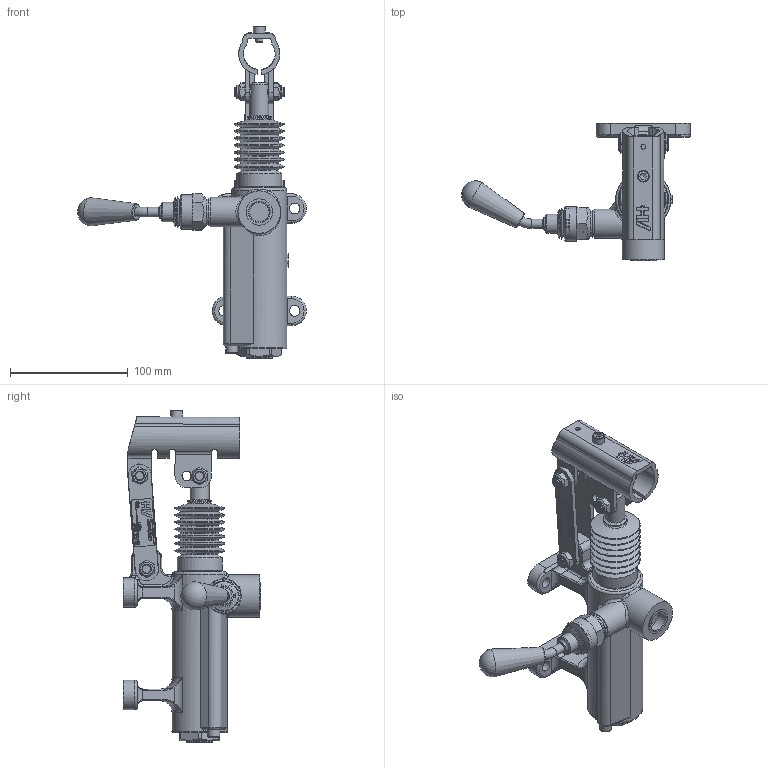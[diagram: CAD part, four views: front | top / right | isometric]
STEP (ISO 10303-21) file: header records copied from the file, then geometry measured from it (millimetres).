
FILE_DESCRIPTION((''),'2;1');
FILE_NAME('PMO 50 m-s (HV) STEP.stp','2014-08-05T15:15:29',('Christian'),(''),'Autodesk Inventor 2013','Autodesk Inventor 2013','');
FILE_SCHEMA(('AUTOMOTIVE_DESIGN { 1 0 10303 214 1 1 1 1 }'));
Length unit declared in the file: millimetre
Products named in the file (1): 6077.0034.10.50 Derivazione 2
Bounding box: 194.42 x 117 x 282.13 mm (x, y, z)
Volume: 309374.4 mm3; surface area: 147816.8 mm2
Topology: 13 solids, 15 shells, 1317 faces, 3338 edges, 2090 vertices
Faces by surface type: plane 591, cylinder 256, bspline 226, cone 131, torus 107, sphere 5, revolution 1
Full cylindrical faces by diameter (mm): 4 x2, 6 x1, 8 x17, 9 x4, 10 x4, 11.05 x6, 13.468 x1, 16 x2, 16.468 x1, 17.5 x2, 18.631 x2, 19.5 x2, 20 x2, 21 x1, 22 x1, 22.5 x2, 23 x1, 25 x2, 28 x1, 28.5 x2, 29.5 x1, 30 x8, 30.376 x1, 33 x2, 36 x1, 38.004 x1, 40 x1
Entity records: 42381 total; most frequent: CARTESIAN_POINT 11972, ORIENTED_EDGE 6096, DIRECTION 5413, EDGE_CURVE 3048, VERTEX_POINT 2024, AXIS2_PLACEMENT_3D 1908, EDGE_LOOP 1655, VECTOR 1596
